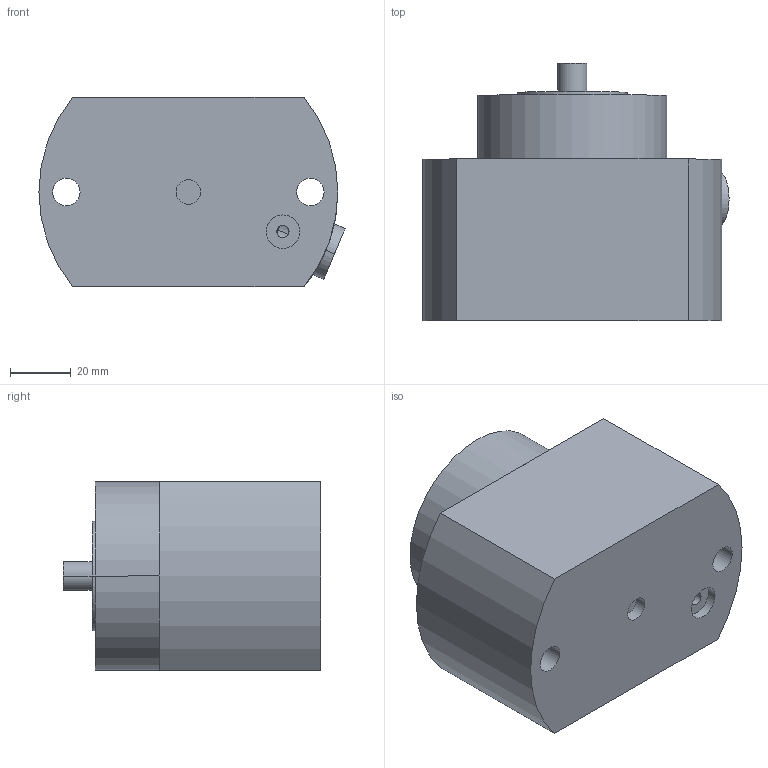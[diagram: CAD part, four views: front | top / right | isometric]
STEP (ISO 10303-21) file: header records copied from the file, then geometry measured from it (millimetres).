
FILE_DESCRIPTION((''),'2;1');
FILE_NAME('ILCM41571110','2006-06-08T',('KR'),(''),'PRO/ENGINEER BY PARAMETRIC TECHNOLOGY CORPORATION, 2004290','PRO/ENGINEER BY PARAMETRIC TECHNOLOGY CORPORATION, 2004290','');
FILE_SCHEMA(('AUTOMOTIVE_DESIGN_CC2 { 1 2 10303 214 -1 1 5 2 }'));
Length unit declared in the file: millimetre
Products named in the file (1): ILCM41571110
Bounding box: 100.38 x 84.5 x 62 mm (x, y, z)
Volume: 356055.1 mm3; surface area: 35325.9 mm2
Topology: 1 solids, 2 shells, 52 faces, 118 edges, 78 vertices
Faces by surface type: cylinder 26, plane 22, cone 4
Entity records: 1988 total; most frequent: CARTESIAN_POINT 308, DIRECTION 270, ORIENTED_EDGE 236, EDGE_CURVE 118, COLOUR_RGB 106, AXIS2_PLACEMENT_3D 106, VERTEX_POINT 78, EDGE_LOOP 66
